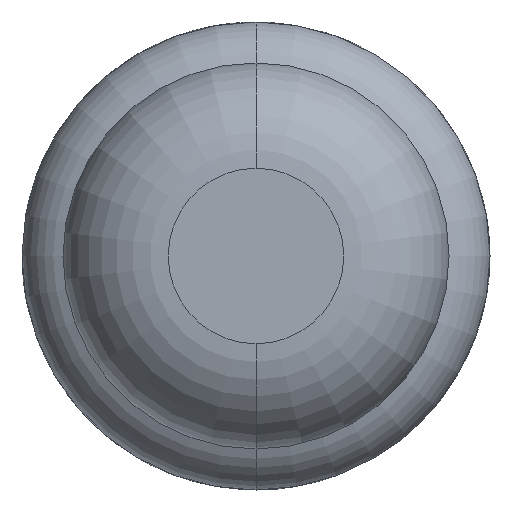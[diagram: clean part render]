
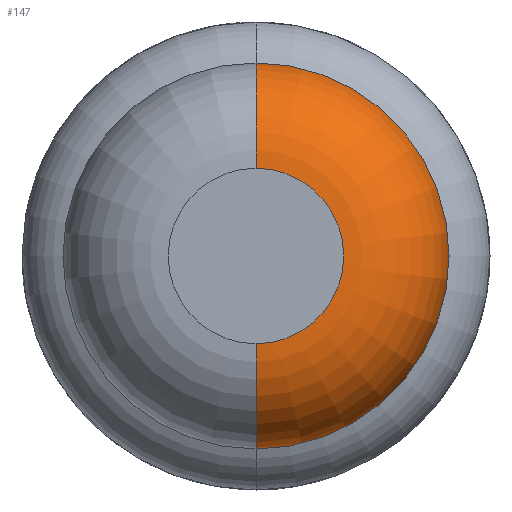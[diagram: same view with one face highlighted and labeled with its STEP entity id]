
A CAD part, front view. The second image highlights one B-rep face of the part: STEP entity #147.
In plain terms, the highlighted toroidal (fillet/blend) face has major radius 0.375 mm and minor radius 0.45 mm.
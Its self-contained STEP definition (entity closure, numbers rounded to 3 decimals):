
#56 = VERTEX_POINT ( 'NONE', #3094 ) ;
#147 = ADVANCED_FACE ( 'Defeature ausgef�hrt1_8', ( #3410 ), #2565, .T. ) ;
#178 = CARTESIAN_POINT ( 'NONE',  ( 0., -25.55, 0. ) ) ;
#340 = EDGE_CURVE ( 'NONE', #2463, #56, #1628, .T. ) ;
#413 = AXIS2_PLACEMENT_3D ( 'NONE', #836, #3643, #3342 ) ;
#422 = DIRECTION ( 'NONE',  ( 0., 0., 1. ) ) ;
#586 = DIRECTION ( 'NONE',  ( 1., 0., 0. ) ) ;
#772 = CIRCLE ( 'NONE', #3872, 0.375 ) ;
#836 = CARTESIAN_POINT ( 'NONE',  ( 0., -25.55, 0. ) ) ;
#998 = ORIENTED_EDGE ( 'NONE', *, *, #2143, .T. ) ;
#1044 = CARTESIAN_POINT ( 'NONE',  ( 0., -25.55, -0.825 ) ) ;
#1085 = EDGE_CURVE ( 'NONE', #2955, #3512, #3023, .T. ) ;
#1469 = ORIENTED_EDGE ( 'NONE', *, *, #1085, .T. ) ;
#1570 = CARTESIAN_POINT ( 'NONE',  ( 0., -26., -0.375 ) ) ;
#1628 = CIRCLE ( 'NONE', #2465, 0.45 ) ;
#1714 = DIRECTION ( 'NONE',  ( 0., 0., 1. ) ) ;
#1958 = ORIENTED_EDGE ( 'NONE', *, *, #340, .F. ) ;
#2018 = EDGE_LOOP ( 'NONE', ( #998, #1469, #2413, #1958 ) ) ;
#2143 = EDGE_CURVE ( 'Defeature ausgef�hrt1_8+Defeature ausgef�hrt1_7+Defeature ausgef�hrt1_7+Defeature ausgef�hrt1_7', #2463, #2955, #772, .T. ) ;
#2324 = DIRECTION ( 'NONE',  ( 0., 0., 1. ) ) ;
#2407 = CARTESIAN_POINT ( 'NONE',  ( 0., -25.55, -0.375 ) ) ;
#2413 = ORIENTED_EDGE ( 'NONE', *, *, #2783, .F. ) ;
#2463 = VERTEX_POINT ( 'NONE', #3743 ) ;
#2465 = AXIS2_PLACEMENT_3D ( 'NONE', #3206, #3535, #422 ) ;
#2565 = TOROIDAL_SURFACE ( 'NONE', #413, 0.375, 0.45 ) ;
#2645 = DIRECTION ( 'NONE',  ( 0., 1., 0. ) ) ;
#2654 = AXIS2_PLACEMENT_3D ( 'NONE', #178, #2645, #2324 ) ;
#2733 = DIRECTION ( 'NONE',  ( 0., 0., -1. ) ) ;
#2747 = AXIS2_PLACEMENT_3D ( 'NONE', #2407, #586, #2733 ) ;
#2783 = EDGE_CURVE ( 'Defeature ausgef�hrt1_9+Defeature ausgef�hrt1_8+Defeature ausgef�hrt1_8+Defeature ausgef�hrt1_8', #56, #3512, #3982, .T. ) ;
#2955 = VERTEX_POINT ( 'NONE', #1570 ) ;
#2975 = DIRECTION ( 'NONE',  ( 0., 1., 0. ) ) ;
#3023 = CIRCLE ( 'NONE', #2747, 0.45 ) ;
#3094 = CARTESIAN_POINT ( 'NONE',  ( 0., -25.55, 0.825 ) ) ;
#3206 = CARTESIAN_POINT ( 'NONE',  ( 0., -25.55, 0.375 ) ) ;
#3342 = DIRECTION ( 'NONE',  ( 0., 0., 1. ) ) ;
#3410 = FACE_OUTER_BOUND ( 'NONE', #2018, .T. ) ;
#3512 = VERTEX_POINT ( 'NONE', #1044 ) ;
#3535 = DIRECTION ( 'NONE',  ( -1., 0., 0. ) ) ;
#3643 = DIRECTION ( 'NONE',  ( 0., 1., 0. ) ) ;
#3647 = CARTESIAN_POINT ( 'NONE',  ( 0., -26., 0. ) ) ;
#3743 = CARTESIAN_POINT ( 'NONE',  ( 0., -26., 0.375 ) ) ;
#3872 = AXIS2_PLACEMENT_3D ( 'NONE', #3647, #2975, #1714 ) ;
#3982 = CIRCLE ( 'NONE', #2654, 0.825 ) ;
